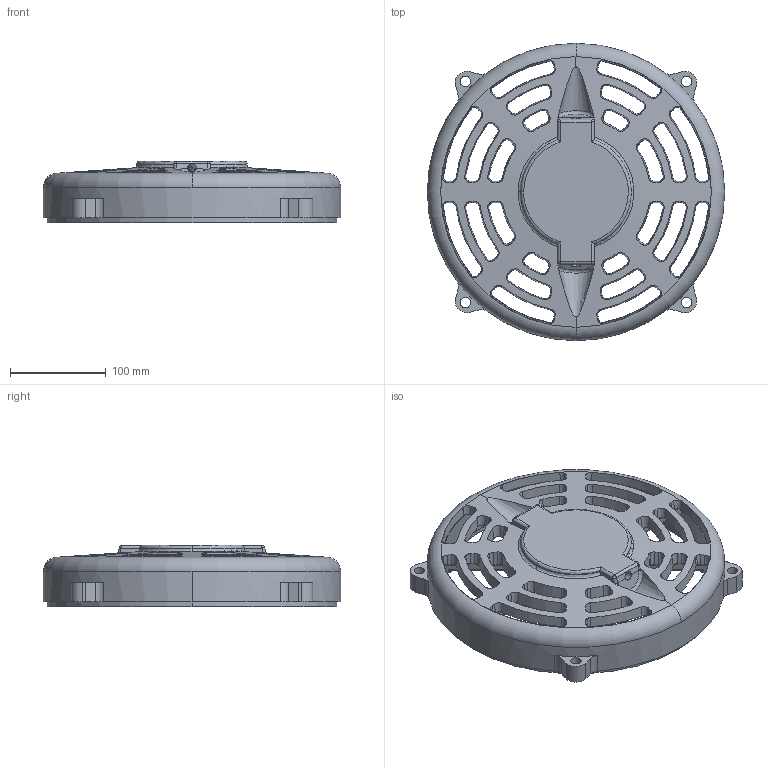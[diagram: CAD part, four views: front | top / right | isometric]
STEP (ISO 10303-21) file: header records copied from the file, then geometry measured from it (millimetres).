
FILE_DESCRIPTION (( 'STEP AP214' ), '1' );
FILE_NAME ('MTADP-OEB-280.STEP', '2020-07-08T14:04:36', ( '' ), ( '' ), 'SwSTEP 2.0', 'SolidWorks 2017', '' );
FILE_SCHEMA (( 'AUTOMOTIVE_DESIGN' ));
Length unit declared in the file: inch
Products named in the file (1): MTADP-OEB-280
Bounding box: 310 x 310 x 64 mm (x, y, z)
Volume: 1212943.7 mm3; surface area: 273394.4 mm2
Topology: 1 solids, 1 shells, 837 faces, 2342 edges, 1436 vertices
Faces by surface type: cone 212, cylinder 203, plane 187, bspline 148, torus 85, sphere 2
Entity records: 40189 total; most frequent: CARTESIAN_POINT 20364, ORIENTED_EDGE 4584, DIRECTION 3705, EDGE_CURVE 2292, AXIS2_PLACEMENT_3D 1498, VERTEX_POINT 1436, EDGE_LOOP 876, FACE_OUTER_BOUND 837
